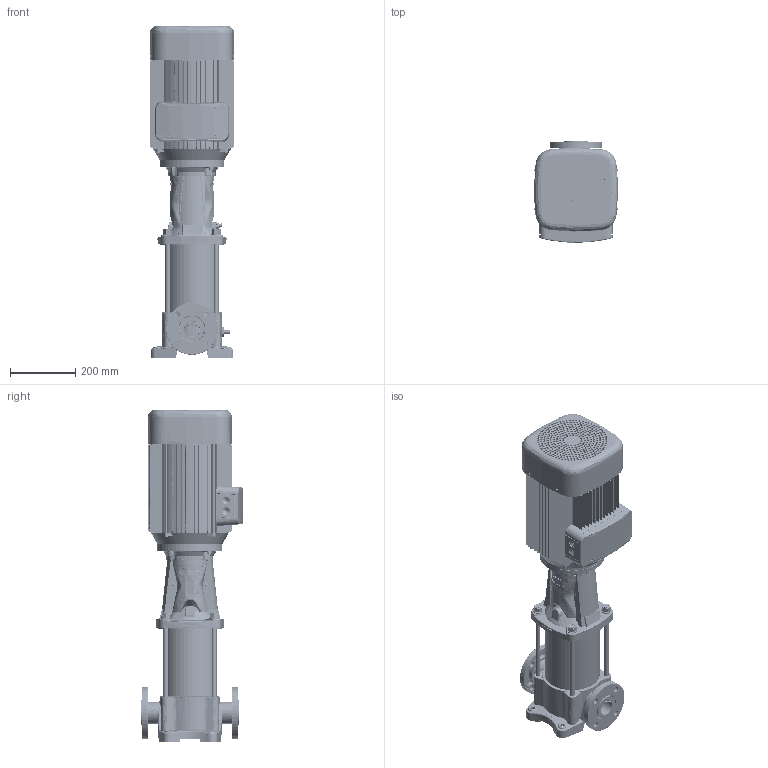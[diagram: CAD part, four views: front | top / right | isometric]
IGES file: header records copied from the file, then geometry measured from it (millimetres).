
Global section: file name: 015P2239 (RMV 20-5F); native system: AutoCAD 2021 — Русский (Russian),62HAutod; preprocessor: esk Translation Framework DWG producer (atf_dwg_producer); organization: unknown; date: 20230905.203252; units: millimetre
Bounding box: 260 x 312.61 x 1021.5 mm (x, y, z)
Volume: 27258371.9 mm3; surface area: 2260328.9 mm2
Topology: 62 solids, 62 shells, 4496 faces, 17131 edges, 13504 vertices
Faces by surface type: bspline 4356, revolution 140
